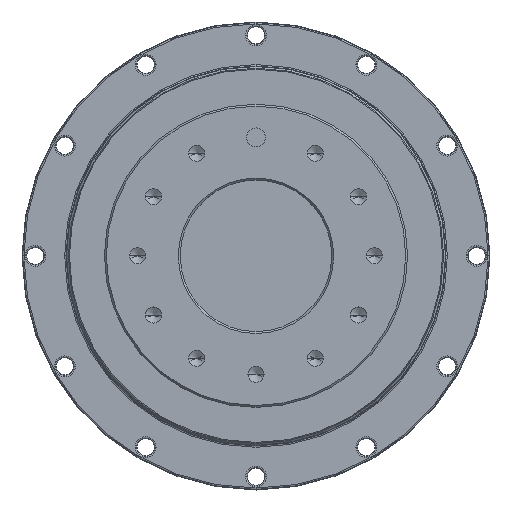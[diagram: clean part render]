
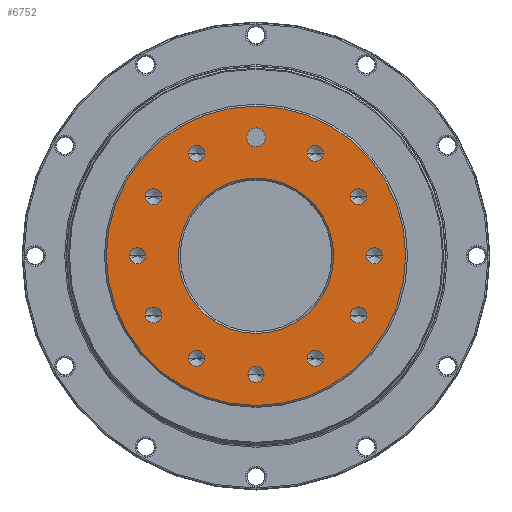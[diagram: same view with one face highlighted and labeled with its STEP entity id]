
A CAD part, top view. The second image highlights one B-rep face of the part: STEP entity #6752.
In plain terms, the highlighted planar face has unit normal (0, 0, 1).
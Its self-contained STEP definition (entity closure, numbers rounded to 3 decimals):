
#571=CARTESIAN_POINT('',(0.,62.5,116.));
#572=DIRECTION('',(0.,0.,-1.));
#573=DIRECTION('',(1.,0.,0.));
#574=AXIS2_PLACEMENT_3D('',#571,#572,#573);
#576=CARTESIAN_POINT('',(0.,62.5,116.));
#577=DIRECTION('',(0.,0.,-1.));
#578=DIRECTION('',(-1.,0.,0.));
#579=AXIS2_PLACEMENT_3D('',#576,#577,#578);
#581=CARTESIAN_POINT('',(31.25,54.127,116.));
#582=DIRECTION('',(0.,0.,-1.));
#583=DIRECTION('',(1.,0.,0.));
#584=AXIS2_PLACEMENT_3D('',#581,#582,#583);
#586=CARTESIAN_POINT('',(31.25,54.127,116.));
#587=DIRECTION('',(0.,0.,-1.));
#588=DIRECTION('',(-1.,0.,0.));
#589=AXIS2_PLACEMENT_3D('',#586,#587,#588);
#591=CARTESIAN_POINT('',(54.127,31.25,116.));
#592=DIRECTION('',(0.,0.,-1.));
#593=DIRECTION('',(1.,0.,0.));
#594=AXIS2_PLACEMENT_3D('',#591,#592,#593);
#596=CARTESIAN_POINT('',(54.127,31.25,116.));
#597=DIRECTION('',(0.,0.,-1.));
#598=DIRECTION('',(-1.,0.,0.));
#599=AXIS2_PLACEMENT_3D('',#596,#597,#598);
#601=CARTESIAN_POINT('',(62.5,0.,116.));
#602=DIRECTION('',(0.,0.,-1.));
#603=DIRECTION('',(1.,0.,0.));
#604=AXIS2_PLACEMENT_3D('',#601,#602,#603);
#606=CARTESIAN_POINT('',(62.5,0.,116.));
#607=DIRECTION('',(0.,0.,-1.));
#608=DIRECTION('',(-1.,0.,0.));
#609=AXIS2_PLACEMENT_3D('',#606,#607,#608);
#611=CARTESIAN_POINT('',(54.127,-31.25,116.));
#612=DIRECTION('',(0.,0.,-1.));
#613=DIRECTION('',(1.,0.,0.));
#614=AXIS2_PLACEMENT_3D('',#611,#612,#613);
#616=CARTESIAN_POINT('',(54.127,-31.25,116.));
#617=DIRECTION('',(0.,0.,-1.));
#618=DIRECTION('',(-1.,0.,0.));
#619=AXIS2_PLACEMENT_3D('',#616,#617,#618);
#621=CARTESIAN_POINT('',(31.25,-54.127,116.));
#622=DIRECTION('',(0.,0.,-1.));
#623=DIRECTION('',(1.,0.,0.));
#624=AXIS2_PLACEMENT_3D('',#621,#622,#623);
#626=CARTESIAN_POINT('',(31.25,-54.127,116.));
#627=DIRECTION('',(0.,0.,-1.));
#628=DIRECTION('',(-1.,0.,0.));
#629=AXIS2_PLACEMENT_3D('',#626,#627,#628);
#631=CARTESIAN_POINT('',(0.,-62.5,116.));
#632=DIRECTION('',(0.,0.,-1.));
#633=DIRECTION('',(1.,0.,0.));
#634=AXIS2_PLACEMENT_3D('',#631,#632,#633);
#636=CARTESIAN_POINT('',(0.,-62.5,116.));
#637=DIRECTION('',(0.,0.,-1.));
#638=DIRECTION('',(-1.,0.,0.));
#639=AXIS2_PLACEMENT_3D('',#636,#637,#638);
#641=CARTESIAN_POINT('',(-31.25,-54.127,116.));
#642=DIRECTION('',(0.,0.,-1.));
#643=DIRECTION('',(1.,0.,0.));
#644=AXIS2_PLACEMENT_3D('',#641,#642,#643);
#646=CARTESIAN_POINT('',(-31.25,-54.127,116.));
#647=DIRECTION('',(0.,0.,-1.));
#648=DIRECTION('',(-1.,0.,0.));
#649=AXIS2_PLACEMENT_3D('',#646,#647,#648);
#651=CARTESIAN_POINT('',(-54.127,-31.25,116.));
#652=DIRECTION('',(0.,0.,-1.));
#653=DIRECTION('',(1.,0.,0.));
#654=AXIS2_PLACEMENT_3D('',#651,#652,#653);
#656=CARTESIAN_POINT('',(-54.127,-31.25,116.));
#657=DIRECTION('',(0.,0.,-1.));
#658=DIRECTION('',(-1.,0.,0.));
#659=AXIS2_PLACEMENT_3D('',#656,#657,#658);
#661=CARTESIAN_POINT('',(-62.5,0.,116.));
#662=DIRECTION('',(0.,0.,-1.));
#663=DIRECTION('',(1.,0.,0.));
#664=AXIS2_PLACEMENT_3D('',#661,#662,#663);
#666=CARTESIAN_POINT('',(-62.5,0.,116.));
#667=DIRECTION('',(0.,0.,-1.));
#668=DIRECTION('',(-1.,0.,0.));
#669=AXIS2_PLACEMENT_3D('',#666,#667,#668);
#671=CARTESIAN_POINT('',(-54.127,31.25,116.));
#672=DIRECTION('',(0.,0.,-1.));
#673=DIRECTION('',(1.,0.,0.));
#674=AXIS2_PLACEMENT_3D('',#671,#672,#673);
#676=CARTESIAN_POINT('',(-54.127,31.25,116.));
#677=DIRECTION('',(0.,0.,-1.));
#678=DIRECTION('',(-1.,0.,0.));
#679=AXIS2_PLACEMENT_3D('',#676,#677,#678);
#681=CARTESIAN_POINT('',(-31.25,54.127,116.));
#682=DIRECTION('',(0.,0.,-1.));
#683=DIRECTION('',(1.,0.,0.));
#684=AXIS2_PLACEMENT_3D('',#681,#682,#683);
#686=CARTESIAN_POINT('',(-31.25,54.127,116.));
#687=DIRECTION('',(0.,0.,-1.));
#688=DIRECTION('',(-1.,0.,0.));
#689=AXIS2_PLACEMENT_3D('',#686,#687,#688);
#691=CARTESIAN_POINT('',(0.,0.,116.));
#692=DIRECTION('',(0.,0.,-1.));
#693=DIRECTION('',(1.,0.,0.));
#694=AXIS2_PLACEMENT_3D('',#691,#692,#693);
#696=CARTESIAN_POINT('',(0.,0.,116.));
#697=DIRECTION('',(0.,0.,-1.));
#698=DIRECTION('',(-1.,0.,0.));
#699=AXIS2_PLACEMENT_3D('',#696,#697,#698);
#701=CARTESIAN_POINT('',(0.,0.,116.));
#702=DIRECTION('',(0.,0.,1.));
#703=DIRECTION('',(1.,0.,0.));
#704=AXIS2_PLACEMENT_3D('',#701,#702,#703);
#706=CARTESIAN_POINT('',(0.,0.,116.));
#707=DIRECTION('',(0.,0.,1.));
#708=DIRECTION('',(-1.,0.,0.));
#709=AXIS2_PLACEMENT_3D('',#706,#707,#708);
#5251=CARTESIAN_POINT('',(41.,0.,116.));
#5252=VERTEX_POINT('',#5251);
#5253=CARTESIAN_POINT('',(-41.,0.,116.));
#5254=VERTEX_POINT('',#5253);
#5255=CARTESIAN_POINT('',(79.,0.,116.));
#5256=VERTEX_POINT('',#5255);
#5257=CARTESIAN_POINT('',(-79.,0.,116.));
#5258=VERTEX_POINT('',#5257);
#5420=CARTESIAN_POINT('',(-5.,62.5,116.));
#5422=VERTEX_POINT('',#5420);
#5424=CARTESIAN_POINT('',(5.,62.5,116.));
#5426=VERTEX_POINT('',#5424);
#5428=CARTESIAN_POINT('',(27.,54.127,116.));
#5430=VERTEX_POINT('',#5428);
#5432=CARTESIAN_POINT('',(35.5,54.127,116.));
#5434=VERTEX_POINT('',#5432);
#5438=CARTESIAN_POINT('',(49.877,31.25,116.));
#5440=VERTEX_POINT('',#5438);
#5442=CARTESIAN_POINT('',(58.377,31.25,116.));
#5444=VERTEX_POINT('',#5442);
#5448=CARTESIAN_POINT('',(58.25,0.,116.));
#5450=VERTEX_POINT('',#5448);
#5452=CARTESIAN_POINT('',(66.75,0.,116.));
#5454=VERTEX_POINT('',#5452);
#5458=CARTESIAN_POINT('',(49.877,-31.25,116.));
#5460=VERTEX_POINT('',#5458);
#5462=CARTESIAN_POINT('',(58.377,-31.25,116.));
#5464=VERTEX_POINT('',#5462);
#5468=CARTESIAN_POINT('',(27.,-54.127,116.));
#5470=VERTEX_POINT('',#5468);
#5472=CARTESIAN_POINT('',(35.5,-54.127,116.));
#5474=VERTEX_POINT('',#5472);
#5478=CARTESIAN_POINT('',(-4.25,-62.5,116.));
#5480=VERTEX_POINT('',#5478);
#5482=CARTESIAN_POINT('',(4.25,-62.5,116.));
#5484=VERTEX_POINT('',#5482);
#5488=CARTESIAN_POINT('',(-35.5,-54.127,116.));
#5490=VERTEX_POINT('',#5488);
#5492=CARTESIAN_POINT('',(-27.,-54.127,116.));
#5494=VERTEX_POINT('',#5492);
#5498=CARTESIAN_POINT('',(-58.377,-31.25,116.));
#5500=VERTEX_POINT('',#5498);
#5502=CARTESIAN_POINT('',(-49.877,-31.25,116.));
#5504=VERTEX_POINT('',#5502);
#5508=CARTESIAN_POINT('',(-66.75,0.,116.));
#5510=VERTEX_POINT('',#5508);
#5512=CARTESIAN_POINT('',(-58.25,0.,116.));
#5514=VERTEX_POINT('',#5512);
#5518=CARTESIAN_POINT('',(-58.377,31.25,116.));
#5520=VERTEX_POINT('',#5518);
#5522=CARTESIAN_POINT('',(-49.877,31.25,116.));
#5524=VERTEX_POINT('',#5522);
#5527=CARTESIAN_POINT('',(-35.5,54.127,116.));
#5528=VERTEX_POINT('',#5527);
#5529=CARTESIAN_POINT('',(-27.,54.127,116.));
#5530=VERTEX_POINT('',#5529);
#6665=CARTESIAN_POINT('',(0.,0.,116.));
#6666=DIRECTION('',(0.,0.,1.));
#6667=DIRECTION('',(1.,0.,0.));
#6668=AXIS2_PLACEMENT_3D('',#6665,#6666,#6667);
#6669=PLANE('',#6668);
#6670=ORIENTED_EDGE('',*,*,#6647,.F.);
#6671=ORIENTED_EDGE('',*,*,#6632,.F.);
#6672=EDGE_LOOP('',(#6670,#6671));
#6673=FACE_OUTER_BOUND('',#6672,.F.);
#6675=ORIENTED_EDGE('',*,*,#6674,.F.);
#6677=ORIENTED_EDGE('',*,*,#6676,.F.);
#6678=EDGE_LOOP('',(#6675,#6677));
#6679=FACE_BOUND('',#6678,.F.);
#6681=ORIENTED_EDGE('',*,*,#6680,.F.);
#6683=ORIENTED_EDGE('',*,*,#6682,.F.);
#6684=EDGE_LOOP('',(#6681,#6683));
#6685=FACE_BOUND('',#6684,.F.);
#6687=ORIENTED_EDGE('',*,*,#6686,.F.);
#6689=ORIENTED_EDGE('',*,*,#6688,.F.);
#6690=EDGE_LOOP('',(#6687,#6689));
#6691=FACE_BOUND('',#6690,.F.);
#6693=ORIENTED_EDGE('',*,*,#6692,.F.);
#6695=ORIENTED_EDGE('',*,*,#6694,.F.);
#6696=EDGE_LOOP('',(#6693,#6695));
#6697=FACE_BOUND('',#6696,.F.);
#6699=ORIENTED_EDGE('',*,*,#6698,.F.);
#6701=ORIENTED_EDGE('',*,*,#6700,.F.);
#6702=EDGE_LOOP('',(#6699,#6701));
#6703=FACE_BOUND('',#6702,.F.);
#6705=ORIENTED_EDGE('',*,*,#6704,.F.);
#6707=ORIENTED_EDGE('',*,*,#6706,.F.);
#6708=EDGE_LOOP('',(#6705,#6707));
#6709=FACE_BOUND('',#6708,.F.);
#6711=ORIENTED_EDGE('',*,*,#6710,.F.);
#6713=ORIENTED_EDGE('',*,*,#6712,.F.);
#6714=EDGE_LOOP('',(#6711,#6713));
#6715=FACE_BOUND('',#6714,.F.);
#6717=ORIENTED_EDGE('',*,*,#6716,.F.);
#6719=ORIENTED_EDGE('',*,*,#6718,.F.);
#6720=EDGE_LOOP('',(#6717,#6719));
#6721=FACE_BOUND('',#6720,.F.);
#6723=ORIENTED_EDGE('',*,*,#6722,.F.);
#6725=ORIENTED_EDGE('',*,*,#6724,.F.);
#6726=EDGE_LOOP('',(#6723,#6725));
#6727=FACE_BOUND('',#6726,.F.);
#6729=ORIENTED_EDGE('',*,*,#6728,.F.);
#6731=ORIENTED_EDGE('',*,*,#6730,.F.);
#6732=EDGE_LOOP('',(#6729,#6731));
#6733=FACE_BOUND('',#6732,.F.);
#6735=ORIENTED_EDGE('',*,*,#6734,.F.);
#6737=ORIENTED_EDGE('',*,*,#6736,.F.);
#6738=EDGE_LOOP('',(#6735,#6737));
#6739=FACE_BOUND('',#6738,.F.);
#6741=ORIENTED_EDGE('',*,*,#6740,.F.);
#6743=ORIENTED_EDGE('',*,*,#6742,.F.);
#6744=EDGE_LOOP('',(#6741,#6743));
#6745=FACE_BOUND('',#6744,.F.);
#6747=ORIENTED_EDGE('',*,*,#6746,.F.);
#6749=ORIENTED_EDGE('',*,*,#6748,.F.);
#6750=EDGE_LOOP('',(#6747,#6749));
#6751=FACE_BOUND('',#6750,.F.);
#6752=ADVANCED_FACE('',(#6673,#6679,#6685,#6691,#6697,#6703,#6709,#6715,#6721,
#6727,#6733,#6739,#6745,#6751),#6669,.T.);
#575=CIRCLE('',#574,5.);
#580=CIRCLE('',#579,5.);
#585=CIRCLE('',#584,4.25);
#590=CIRCLE('',#589,4.25);
#595=CIRCLE('',#594,4.25);
#600=CIRCLE('',#599,4.25);
#605=CIRCLE('',#604,4.25);
#610=CIRCLE('',#609,4.25);
#615=CIRCLE('',#614,4.25);
#620=CIRCLE('',#619,4.25);
#625=CIRCLE('',#624,4.25);
#630=CIRCLE('',#629,4.25);
#635=CIRCLE('',#634,4.25);
#640=CIRCLE('',#639,4.25);
#645=CIRCLE('',#644,4.25);
#650=CIRCLE('',#649,4.25);
#655=CIRCLE('',#654,4.25);
#660=CIRCLE('',#659,4.25);
#665=CIRCLE('',#664,4.25);
#670=CIRCLE('',#669,4.25);
#675=CIRCLE('',#674,4.25);
#680=CIRCLE('',#679,4.25);
#685=CIRCLE('',#684,4.25);
#690=CIRCLE('',#689,4.25);
#695=CIRCLE('',#694,41.);
#700=CIRCLE('',#699,41.);
#705=CIRCLE('',#704,79.);
#710=CIRCLE('',#709,79.);
#6632=EDGE_CURVE('',#5258,#5256,#710,.T.);
#6647=EDGE_CURVE('',#5256,#5258,#705,.T.);
#6674=EDGE_CURVE('',#5434,#5430,#585,.T.);
#6676=EDGE_CURVE('',#5430,#5434,#590,.T.);
#6680=EDGE_CURVE('',#5444,#5440,#595,.T.);
#6682=EDGE_CURVE('',#5440,#5444,#600,.T.);
#6686=EDGE_CURVE('',#5454,#5450,#605,.T.);
#6688=EDGE_CURVE('',#5450,#5454,#610,.T.);
#6692=EDGE_CURVE('',#5464,#5460,#615,.T.);
#6694=EDGE_CURVE('',#5460,#5464,#620,.T.);
#6698=EDGE_CURVE('',#5474,#5470,#625,.T.);
#6700=EDGE_CURVE('',#5470,#5474,#630,.T.);
#6704=EDGE_CURVE('',#5484,#5480,#635,.T.);
#6706=EDGE_CURVE('',#5480,#5484,#640,.T.);
#6710=EDGE_CURVE('',#5494,#5490,#645,.T.);
#6712=EDGE_CURVE('',#5490,#5494,#650,.T.);
#6716=EDGE_CURVE('',#5504,#5500,#655,.T.);
#6718=EDGE_CURVE('',#5500,#5504,#660,.T.);
#6722=EDGE_CURVE('',#5514,#5510,#665,.T.);
#6724=EDGE_CURVE('',#5510,#5514,#670,.T.);
#6728=EDGE_CURVE('',#5524,#5520,#675,.T.);
#6730=EDGE_CURVE('',#5520,#5524,#680,.T.);
#6734=EDGE_CURVE('',#5530,#5528,#685,.T.);
#6736=EDGE_CURVE('',#5528,#5530,#690,.T.);
#6740=EDGE_CURVE('',#5252,#5254,#695,.T.);
#6742=EDGE_CURVE('',#5254,#5252,#700,.T.);
#6746=EDGE_CURVE('',#5426,#5422,#575,.T.);
#6748=EDGE_CURVE('',#5422,#5426,#580,.T.);
